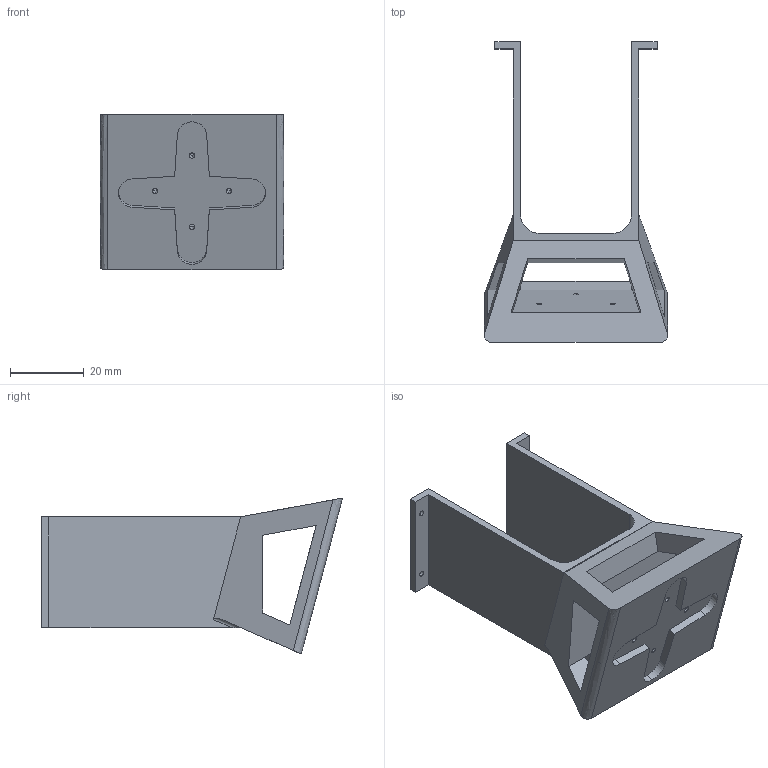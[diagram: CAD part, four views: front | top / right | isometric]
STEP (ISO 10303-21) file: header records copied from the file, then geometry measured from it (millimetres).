
FILE_DESCRIPTION (( 'STEP AP203' ), '1' );
FILE_NAME ('wrist_head_Default_sldprt.STEP', '2022-04-16T10:25:26', ( '' ), ( '' ), 'SwSTEP 2.0', 'SolidWorks 2019', '' );
FILE_SCHEMA (( 'CONFIG_CONTROL_DESIGN' ));
Length unit declared in the file: millimetre
Products named in the file (1): wrist_head_Default_sldprt
Bounding box: 49.75 x 81.63 x 42.3 mm (x, y, z)
Volume: 27691.8 mm3; surface area: 16883.1 mm2
Topology: 1 solids, 1 shells, 70 faces, 199 edges, 130 vertices
Faces by surface type: plane 41, cylinder 27, bspline 2
Entity records: 2410 total; most frequent: CARTESIAN_POINT 456, ORIENTED_EDGE 398, DIRECTION 377, EDGE_CURVE 199, LINE 139, VECTOR 139, VERTEX_POINT 130, AXIS2_PLACEMENT_3D 119
